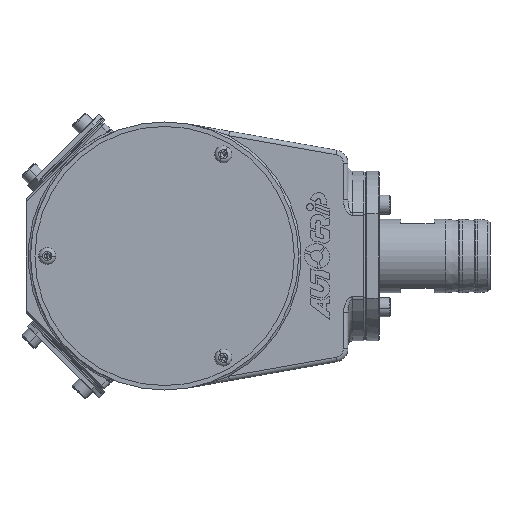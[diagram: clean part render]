
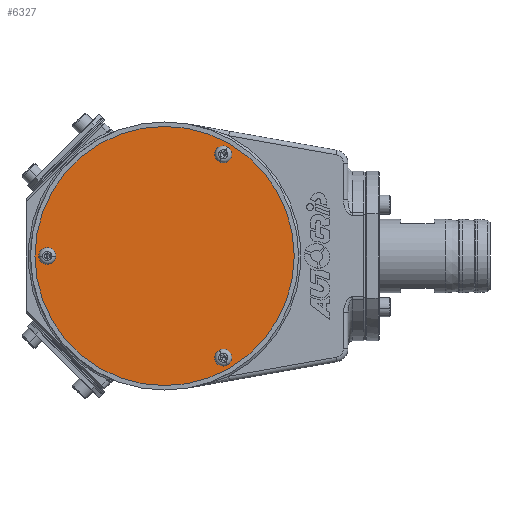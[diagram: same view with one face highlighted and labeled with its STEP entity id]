
A CAD part, left-side view. The second image highlights one B-rep face of the part: STEP entity #6327.
In plain terms, the highlighted face is planar.
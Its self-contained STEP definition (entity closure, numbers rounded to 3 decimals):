
#865 = CARTESIAN_POINT ( 'NONE',  ( 1.5, 0., 0. ) ) ;
#2297 = DIRECTION ( 'NONE',  ( 0., 0., -1. ) ) ;
#3286 = CARTESIAN_POINT ( 'NONE',  ( 1.5, 0., 0. ) ) ;
#3775 = EDGE_CURVE ( 'NONE', #4047, #11649, #6430, .T. ) ;
#4047 = VERTEX_POINT ( 'NONE', #8768 ) ;
#4743 = DIRECTION ( 'NONE',  ( 0., 0., -1. ) ) ;
#5523 = ORIENTED_EDGE ( 'NONE', *, *, #3775, .T. ) ;
#5572 = AXIS2_PLACEMENT_3D ( 'NONE', #3286, #13274, #4743 ) ;
#5922 = AXIS2_PLACEMENT_3D ( 'NONE', #15264, #15392, #6867 ) ;
#5925 = FACE_OUTER_BOUND ( 'NONE', #9548, .T. ) ;
#6327 = ADVANCED_FACE ( 'NONE', ( #5925 ), #12539, .T. ) ;
#6430 = CIRCLE ( 'NONE', #14016, 58. ) ;
#6632 = EDGE_CURVE ( 'NONE', #11649, #4047, #9105, .T. ) ;
#6867 = DIRECTION ( 'NONE',  ( 0., 0., -1. ) ) ;
#8768 = CARTESIAN_POINT ( 'NONE',  ( 1.5, 0., -58. ) ) ;
#9105 = CIRCLE ( 'NONE', #5572, 58. ) ;
#9548 = EDGE_LOOP ( 'NONE', ( #5523, #16953 ) ) ;
#10841 = DIRECTION ( 'NONE',  ( 1., 0., 0. ) ) ;
#11649 = VERTEX_POINT ( 'NONE', #16279 ) ;
#12539 = PLANE ( 'NONE',  #5922 ) ;
#13274 = DIRECTION ( 'NONE',  ( 1., 0., 0. ) ) ;
#14016 = AXIS2_PLACEMENT_3D ( 'NONE', #865, #10841, #2297 ) ;
#15264 = CARTESIAN_POINT ( 'NONE',  ( 1.5, 0., 0. ) ) ;
#15392 = DIRECTION ( 'NONE',  ( 1., 0., 0. ) ) ;
#16279 = CARTESIAN_POINT ( 'NONE',  ( 1.5, 0., 58. ) ) ;
#16953 = ORIENTED_EDGE ( 'NONE', *, *, #6632, .T. ) ;
